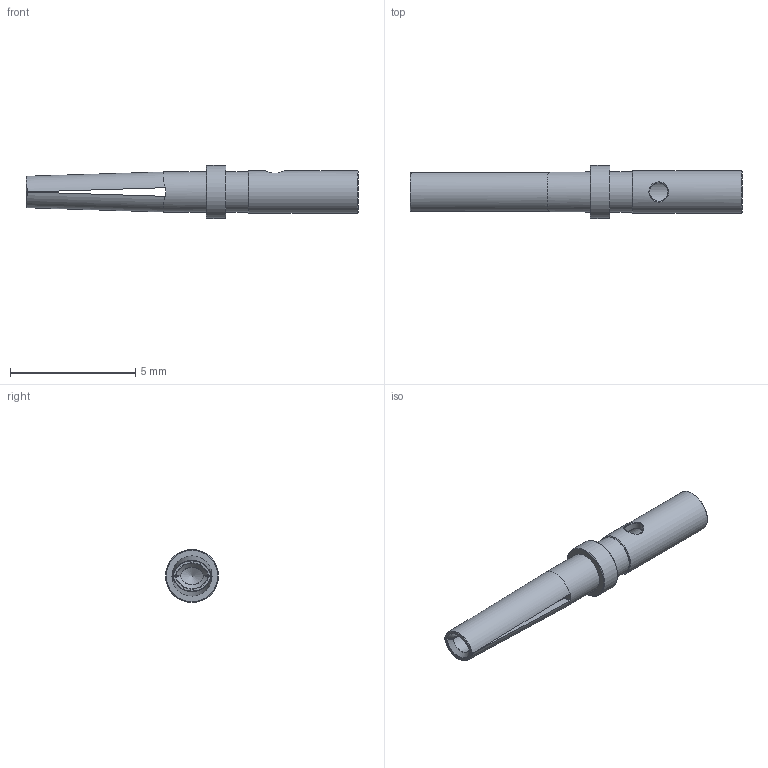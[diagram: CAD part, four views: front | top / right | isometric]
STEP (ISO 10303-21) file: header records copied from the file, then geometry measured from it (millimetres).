
FILE_DESCRIPTION (( 'STEP AP203' ), '1' );
FILE_NAME ('100980.stp', '2015-05-06T14:20:21', ( '' ), ( '' ), 'SwSTEP 2.0', 'SolidWorks 2012', '' );
FILE_SCHEMA (( 'CONFIG_CONTROL_DESIGN' ));
Length unit declared in the file: centimetre
Products named in the file (1): 100980
Bounding box: 13.28 x 2.12 x 2.12 mm (x, y, z)
Volume: 18.3 mm3; surface area: 109.7 mm2
Topology: 1 solids, 1 shells, 55 faces, 134 edges, 77 vertices
Faces by surface type: plane 16, cylinder 15, bspline 15, cone 9
Full cylindrical faces by diameter (mm): 0.737 x1, 1.016 x1, 1.143 x1, 1.6 x2, 1.702 x1, 2.121 x1
Entity records: 2894 total; most frequent: CARTESIAN_POINT 1823, ORIENTED_EDGE 204, DIRECTION 172, EDGE_CURVE 102, EDGE_LOOP 74, AXIS2_PLACEMENT_3D 72, VERTEX_POINT 66, FACE_OUTER_BOUND 63
